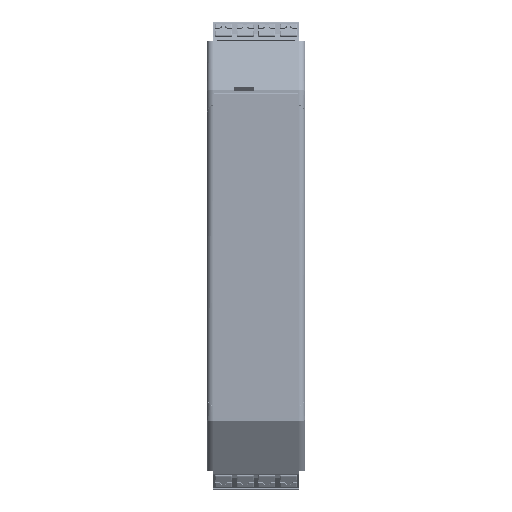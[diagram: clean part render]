
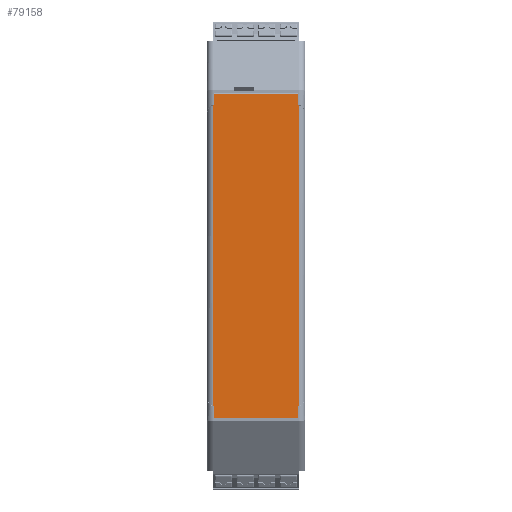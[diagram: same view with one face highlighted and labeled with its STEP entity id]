
A CAD part, top view. The second image highlights one B-rep face of the part: STEP entity #79158.
In plain terms, the highlighted face is planar.
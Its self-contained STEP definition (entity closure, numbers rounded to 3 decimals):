
#5020=VERTEX_POINT('',#111446);
#5021=VERTEX_POINT('',#111448);
#5039=VERTEX_POINT('',#111487);
#5045=VERTEX_POINT('',#111499);
#5052=VERTEX_POINT('',#111526);
#5054=VERTEX_POINT('',#111532);
#5060=VERTEX_POINT('',#111547);
#5061=VERTEX_POINT('',#111548);
#5062=VERTEX_POINT('',#111550);
#5063=VERTEX_POINT('',#111552);
#5064=VERTEX_POINT('',#111554);
#5065=VERTEX_POINT('',#111556);
#13470=VECTOR('',#91448,1.);
#13489=VECTOR('',#91480,1.);
#13500=VECTOR('',#91504,1.);
#13502=VECTOR('',#91510,1.);
#13507=VECTOR('',#91521,1.);
#13508=VECTOR('',#91522,1.);
#13509=VECTOR('',#91523,1.);
#13510=VECTOR('',#91524,1.);
#13511=VECTOR('',#91525,1.);
#13512=VECTOR('',#91526,1.);
#13513=VECTOR('',#91527,1.);
#13514=VECTOR('',#91528,1.);
#23725=LINE('',#111447,#13470);
#23744=LINE('',#111500,#13489);
#23755=LINE('',#111525,#13500);
#23757=LINE('',#111531,#13502);
#23762=LINE('',#111546,#13507);
#23763=LINE('',#111549,#13508);
#23764=LINE('',#111551,#13509);
#23765=LINE('',#111553,#13510);
#23766=LINE('',#111555,#13511);
#23767=LINE('',#111557,#13512);
#23768=LINE('',#111558,#13513);
#23769=LINE('',#111559,#13514);
#34232=EDGE_CURVE('',#5021,#5020,#23725,.T.);
#34257=EDGE_CURVE('',#5045,#5039,#23744,.T.);
#34271=EDGE_CURVE('',#5052,#5039,#23755,.T.);
#34274=EDGE_CURVE('',#5054,#5021,#23757,.T.);
#34281=EDGE_CURVE('',#5060,#5061,#23762,.T.);
#34282=EDGE_CURVE('',#5062,#5061,#23763,.T.);
#34283=EDGE_CURVE('',#5062,#5063,#23764,.T.);
#34284=EDGE_CURVE('',#5064,#5063,#23765,.T.);
#34285=EDGE_CURVE('',#5064,#5065,#23766,.T.);
#34286=EDGE_CURVE('',#5052,#5065,#23767,.T.);
#34287=EDGE_CURVE('',#5045,#5054,#23768,.T.);
#34288=EDGE_CURVE('',#5020,#5060,#23769,.T.);
#48551=ORIENTED_EDGE('',*,*,#34281,.T.);
#48552=ORIENTED_EDGE('',*,*,#34282,.F.);
#48553=ORIENTED_EDGE('',*,*,#34283,.T.);
#48554=ORIENTED_EDGE('',*,*,#34284,.F.);
#48555=ORIENTED_EDGE('',*,*,#34285,.T.);
#48556=ORIENTED_EDGE('',*,*,#34286,.F.);
#48557=ORIENTED_EDGE('',*,*,#34271,.T.);
#48558=ORIENTED_EDGE('',*,*,#34257,.F.);
#48559=ORIENTED_EDGE('',*,*,#34287,.T.);
#48560=ORIENTED_EDGE('',*,*,#34274,.T.);
#48561=ORIENTED_EDGE('',*,*,#34232,.T.);
#48562=ORIENTED_EDGE('',*,*,#34288,.T.);
#69508=EDGE_LOOP('',(#48551,#48552,#48553,#48554,#48555,#48556,#48557,#48558,
#48559,#48560,#48561,#48562));
#74344=FACE_BOUND('',#69508,.T.);
#79158=ADVANCED_FACE('',(#74344),#133162,.T.);
#83684=AXIS2_PLACEMENT_3D('',#111545,#91520,$);
#91448=DIRECTION('',(0.,0.,-1.));
#91480=DIRECTION('',(-1.,0.,0.));
#91504=DIRECTION('',(0.,0.,1.));
#91510=DIRECTION('',(1.,0.,0.));
#91520=DIRECTION('',(0.,1.,0.));
#91521=DIRECTION('',(0.,0.,-1.));
#91522=DIRECTION('',(1.,0.,0.));
#91523=DIRECTION('',(0.,0.,-1.));
#91524=DIRECTION('',(1.,0.,0.));
#91525=DIRECTION('',(0.,0.,1.));
#91526=DIRECTION('',(1.,0.,0.));
#91527=DIRECTION('',(0.,0.,1.));
#91528=DIRECTION('',(1.,0.,0.));
#111446=CARTESIAN_POINT('',(34.6,114.5,7.15));
#111447=CARTESIAN_POINT('',(34.6,114.5,8.8));
#111448=CARTESIAN_POINT('',(34.6,114.5,7.3));
#111487=CARTESIAN_POINT('',(-37.2,114.5,7.15));
#111499=CARTESIAN_POINT('',(-34.6,114.5,7.15));
#111500=CARTESIAN_POINT('',(-32.78,114.5,7.15));
#111525=CARTESIAN_POINT('',(-37.2,114.5,-7.25));
#111526=CARTESIAN_POINT('',(-37.2,114.5,-12.15));
#111531=CARTESIAN_POINT('',(-32.78,114.5,7.3));
#111532=CARTESIAN_POINT('',(-34.6,114.5,7.3));
#111545=CARTESIAN_POINT('',(-37.2,114.5,-10.772));
#111546=CARTESIAN_POINT('',(37.5,114.5,8.8));
#111547=CARTESIAN_POINT('',(37.5,114.5,7.15));
#111548=CARTESIAN_POINT('',(37.5,114.5,-12.15));
#111549=CARTESIAN_POINT('',(-32.78,114.5,-12.15));
#111550=CARTESIAN_POINT('',(34.6,114.5,-12.15));
#111551=CARTESIAN_POINT('',(34.6,114.5,8.8));
#111552=CARTESIAN_POINT('',(34.6,114.5,-12.3));
#111553=CARTESIAN_POINT('',(-32.78,114.5,-12.3));
#111554=CARTESIAN_POINT('',(-34.6,114.5,-12.3));
#111555=CARTESIAN_POINT('',(-34.6,114.5,8.8));
#111556=CARTESIAN_POINT('',(-34.6,114.5,-12.15));
#111557=CARTESIAN_POINT('',(-32.78,114.5,-12.15));
#111558=CARTESIAN_POINT('',(-34.6,114.5,8.8));
#111559=CARTESIAN_POINT('',(-32.78,114.5,7.15));
#133162=PLANE('',#83684);
